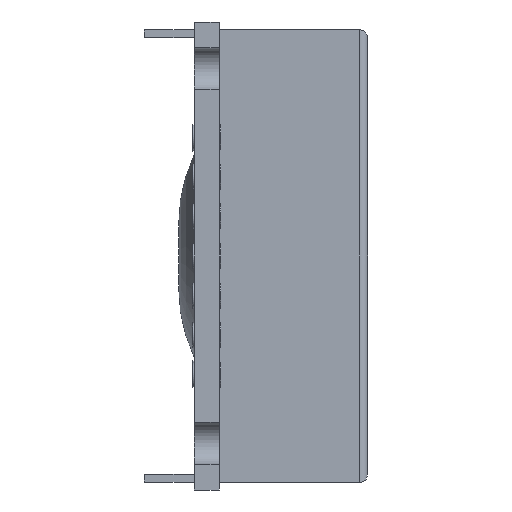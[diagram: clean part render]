
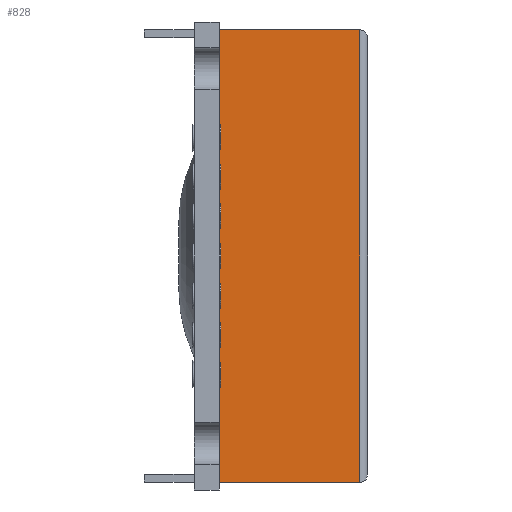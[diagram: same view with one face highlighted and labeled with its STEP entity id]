
A CAD part, left-side view. The second image highlights one B-rep face of the part: STEP entity #828.
In plain terms, the highlighted planar face has unit normal (-1, 0, 0).
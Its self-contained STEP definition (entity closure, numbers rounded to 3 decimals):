
#149 = VECTOR ( 'NONE', #4787, 1000. ) ;
#318 = EDGE_CURVE ( 'NONE', #1222, #1223, #4468, .T. ) ;
#828 = ADVANCED_FACE ( 'NONE', ( #7074 ), #7210, .F. ) ;
#991 = EDGE_CURVE ( 'NONE', #1222, #16613, #8915, .T. ) ;
#992 = EDGE_CURVE ( 'NONE', #1223, #16612, #8917, .T. ) ;
#1222 = VERTEX_POINT ( 'NONE', #10197 ) ;
#1223 = VERTEX_POINT ( 'NONE', #10198 ) ;
#1550 = ORIENTED_EDGE ( 'NONE', *, *, #991, .F. ) ;
#1551 = ORIENTED_EDGE ( 'NONE', *, *, #992, .T. ) ;
#1552 = ORIENTED_EDGE ( 'NONE', *, *, #318, .T. ) ;
#1553 = ORIENTED_EDGE ( 'NONE', *, *, #2110, .T. ) ;
#2110 = EDGE_CURVE ( 'NONE', #16612, #16613, #9925, .T. ) ;
#2923 = EDGE_LOOP ( 'NONE', ( #1550, #1552, #1551, #1553 ) ) ;
#4468 = LINE ( 'NONE', #4786, #149 ) ;
#4786 = CARTESIAN_POINT ( 'NONE',  ( -34.6, -9., -14.5 ) ) ;
#4787 = DIRECTION ( 'NONE',  ( 0., 0., 1. ) ) ;
#7045 = AXIS2_PLACEMENT_3D ( 'NONE', #7211, #7212, #7213 ) ;
#7074 = FACE_OUTER_BOUND ( 'NONE', #2923, .T. ) ;
#7210 = PLANE ( 'NONE',  #7045 ) ;
#7211 = CARTESIAN_POINT ( 'NONE',  ( -34.6, -9.5, -14.5 ) ) ;
#7212 = DIRECTION ( 'NONE',  ( 1., 0., 0. ) ) ;
#7213 = DIRECTION ( 'NONE',  ( 0., 0., -1. ) ) ;
#8915 = LINE ( 'NONE', #9167, #9184 ) ;
#8917 = LINE ( 'NONE', #9169, #9185 ) ;
#9167 = CARTESIAN_POINT ( 'NONE',  ( -34.6, -9.5, -14.5 ) ) ;
#9168 = DIRECTION ( 'NONE',  ( 0., 1., 0. ) ) ;
#9169 = CARTESIAN_POINT ( 'NONE',  ( -34.6, -9.5, 14.5 ) ) ;
#9170 = DIRECTION ( 'NONE',  ( 0., 1., 0. ) ) ;
#9184 = VECTOR ( 'NONE', #9168, 1000. ) ;
#9185 = VECTOR ( 'NONE', #9170, 1000. ) ;
#9925 = LINE ( 'NONE', #10994, #10934 ) ;
#10197 = CARTESIAN_POINT ( 'NONE',  ( -34.6, -9., -14.5 ) ) ;
#10198 = CARTESIAN_POINT ( 'NONE',  ( -34.6, -9., 14.5 ) ) ;
#10934 = VECTOR ( 'NONE', #10995, 1000. ) ;
#10994 = CARTESIAN_POINT ( 'NONE',  ( -34.6, 0., -14.5 ) ) ;
#10995 = DIRECTION ( 'NONE',  ( 0., 0., -1. ) ) ;
#16557 = CARTESIAN_POINT ( 'NONE',  ( -34.6, 0., 14.5 ) ) ;
#16558 = CARTESIAN_POINT ( 'NONE',  ( -34.6, 0., -14.5 ) ) ;
#16612 = VERTEX_POINT ( 'NONE', #16557 ) ;
#16613 = VERTEX_POINT ( 'NONE', #16558 ) ;
